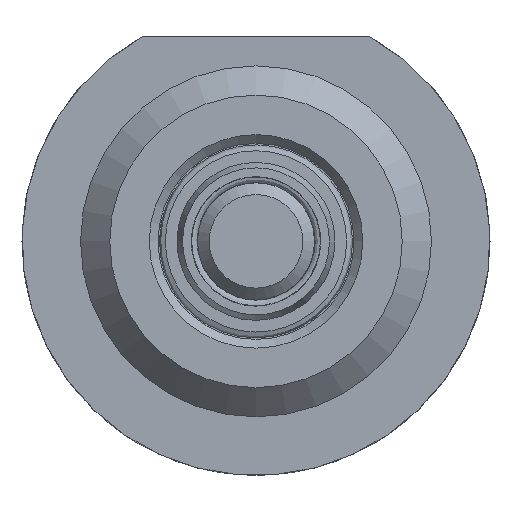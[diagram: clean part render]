
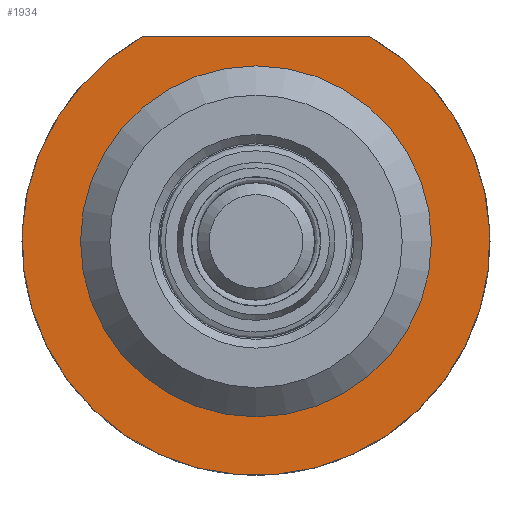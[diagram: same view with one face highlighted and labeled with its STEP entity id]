
A CAD part, front view. The second image highlights one B-rep face of the part: STEP entity #1934.
In plain terms, the highlighted planar face has unit normal (0, -1, 0).
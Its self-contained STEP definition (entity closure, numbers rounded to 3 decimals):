
#1677=CARTESIAN_POINT('',(-3.873,-46.,7.));
#1678=VERTEX_POINT('',#1677);
#1679=CARTESIAN_POINT('',(3.873,-46.,7.));
#1680=VERTEX_POINT('',#1679);
#1681=CARTESIAN_POINT('',(-3.873,-46.,7.));
#1682=DIRECTION('',(1.0,0.0,0.0));
#1683=VECTOR('',#1682,7.746);
#1684=LINE('',#1681,#1683);
#1685=EDGE_CURVE('',#1678,#1680,#1684,.T.);
#1870=CARTESIAN_POINT('',(0.,-46.,6.));
#1871=VERTEX_POINT('',#1870);
#1872=CARTESIAN_POINT('',(0.,-46.,0.));
#1873=DIRECTION('',(0.0,1.0,0.0));
#1874=DIRECTION('',(0.0,0.0,1.0));
#1875=AXIS2_PLACEMENT_3D('',#1872,#1873,#1874);
#1876=CIRCLE('',#1875,6.);
#1877=EDGE_CURVE('',#1871,#1871,#1876,.T.);
#1909=CARTESIAN_POINT('',(0.,-46.,0.));
#1910=DIRECTION('',(0.0,1.0,0.0));
#1911=DIRECTION('',(-0.484,0.0,0.875));
#1912=AXIS2_PLACEMENT_3D('',#1909,#1910,#1911);
#1913=CIRCLE('',#1912,8.);
#1914=EDGE_CURVE('',#1680,#1678,#1913,.T.);
#1922=CARTESIAN_POINT('',(0.,-46.,0.522));
#1923=DIRECTION('',(0.0,-1.0,0.0));
#1924=DIRECTION('',(0.0,0.0,-1.0));
#1925=AXIS2_PLACEMENT_3D('',#1922,#1923,#1924);
#1926=PLANE('',#1925);
#1927=ORIENTED_EDGE('',*,*,#1685,.F.);
#1928=ORIENTED_EDGE('',*,*,#1914,.F.);
#1929=EDGE_LOOP('',(#1927,#1928));
#1930=FACE_OUTER_BOUND('',#1929,.T.);
#1931=ORIENTED_EDGE('',*,*,#1877,.T.);
#1932=EDGE_LOOP('',(#1931));
#1933=FACE_BOUND('',#1932,.T.);
#1934=ADVANCED_FACE('',(#1930,#1933),#1926,.T.);
